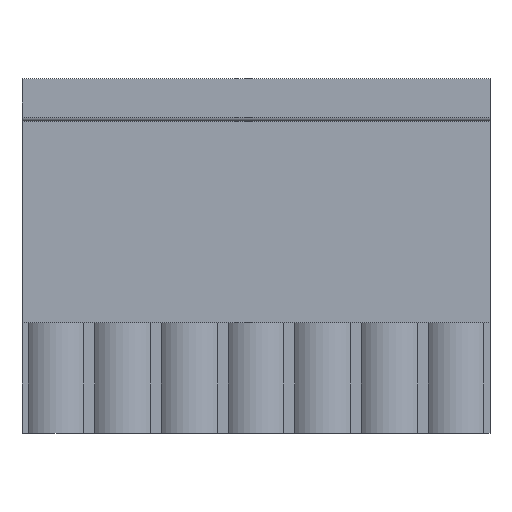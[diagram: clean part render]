
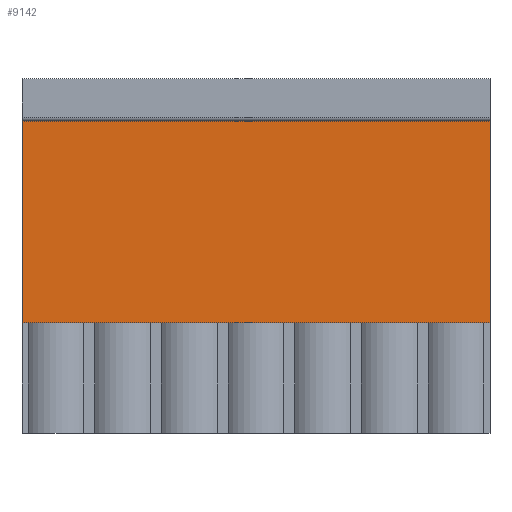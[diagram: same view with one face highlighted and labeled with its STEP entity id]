
A CAD part, top view. The second image highlights one B-rep face of the part: STEP entity #9142.
In plain terms, the highlighted planar face has unit normal (0, 0, 1).
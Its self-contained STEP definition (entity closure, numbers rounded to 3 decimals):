
#118=DIRECTION('',(0.,-1.,0.));
#119=VECTOR('',#118,15.1);
#120=CARTESIAN_POINT('',(0.,9.44,6.96));
#121=LINE('',#120,#119);
#197=DIRECTION('',(1.,0.,0.));
#198=VECTOR('',#197,35.1);
#199=CARTESIAN_POINT('',(0.,-5.66,6.96));
#200=LINE('',#199,#198);
#205=DIRECTION('',(0.,-1.,0.));
#206=VECTOR('',#205,15.1);
#207=CARTESIAN_POINT('',(35.1,9.44,6.96));
#208=LINE('',#207,#206);
#2800=DIRECTION('',(1.,0.,0.));
#2801=VECTOR('',#2800,35.1);
#2802=CARTESIAN_POINT('',(0.,9.44,6.96));
#2803=LINE('',#2802,#2801);
#4681=CARTESIAN_POINT('',(0.,9.44,6.96));
#4682=VERTEX_POINT('',#4681);
#4683=CARTESIAN_POINT('',(0.,-5.66,6.96));
#4684=VERTEX_POINT('',#4683);
#4737=CARTESIAN_POINT('',(35.1,9.44,6.96));
#4738=VERTEX_POINT('',#4737);
#4739=CARTESIAN_POINT('',(35.1,-5.66,6.96));
#4740=VERTEX_POINT('',#4739);
#9131=CARTESIAN_POINT('',(0.,9.44,6.96));
#9132=DIRECTION('',(0.,0.,1.));
#9133=DIRECTION('',(0.,-1.,0.));
#9134=AXIS2_PLACEMENT_3D('',#9131,#9132,#9133);
#9135=PLANE('',#9134);
#9136=ORIENTED_EDGE('',*,*,#6194,.F.);
#9137=ORIENTED_EDGE('',*,*,#9126,.T.);
#9138=ORIENTED_EDGE('',*,*,#6266,.T.);
#9139=ORIENTED_EDGE('',*,*,#6253,.F.);
#9140=EDGE_LOOP('',(#9136,#9137,#9138,#9139));
#9141=FACE_OUTER_BOUND('',#9140,.F.);
#9142=ADVANCED_FACE('',(#9141),#9135,.T.);
#6194=EDGE_CURVE('',#4682,#4684,#121,.T.);
#6253=EDGE_CURVE('',#4684,#4740,#200,.T.);
#6266=EDGE_CURVE('',#4738,#4740,#208,.T.);
#9126=EDGE_CURVE('',#4682,#4738,#2803,.T.);
